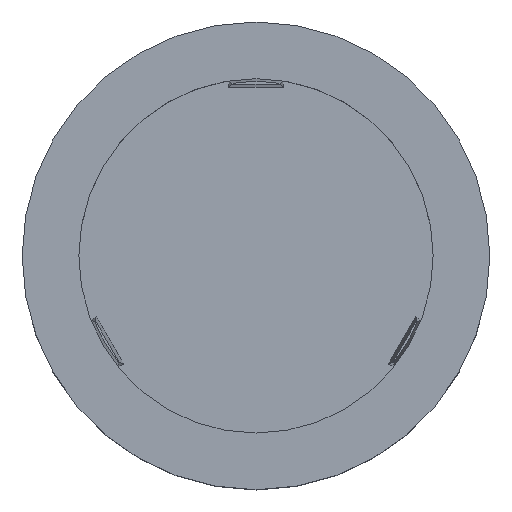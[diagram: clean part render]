
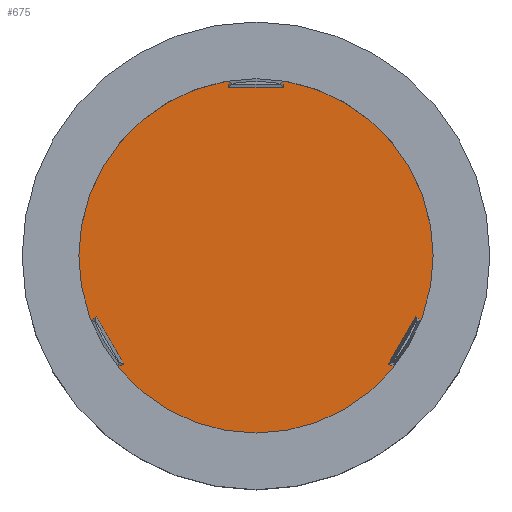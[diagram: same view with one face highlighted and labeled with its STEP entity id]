
A CAD part, top view. The second image highlights one B-rep face of the part: STEP entity #675.
In plain terms, the highlighted planar face has unit normal (0, 0, 1).
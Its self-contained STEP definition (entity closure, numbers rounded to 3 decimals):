
#48=PLANE('',#750);
#85=FACE_OUTER_BOUND('',#129,.T.);
#129=EDGE_LOOP('',(#560));
#290=CIRCLE('',#745,6.25);
#335=VERTEX_POINT('',#1076);
#417=EDGE_CURVE('',#335,#335,#290,.T.);
#560=ORIENTED_EDGE('',*,*,#417,.T.);
#675=ADVANCED_FACE('',(#85),#48,.T.);
#745=AXIS2_PLACEMENT_3D('',#1077,#880,#881);
#750=AXIS2_PLACEMENT_3D('',#1090,#891,#892);
#880=DIRECTION('center_axis',(0.,0.,1.));
#881=DIRECTION('ref_axis',(1.,0.,0.));
#891=DIRECTION('center_axis',(0.,0.,1.));
#892=DIRECTION('ref_axis',(1.,0.,0.));
#1076=CARTESIAN_POINT('',(-6.25,0.,0.));
#1077=CARTESIAN_POINT('Origin',(0.,0.,0.));
#1090=CARTESIAN_POINT('Origin',(0.,0.,0.));
